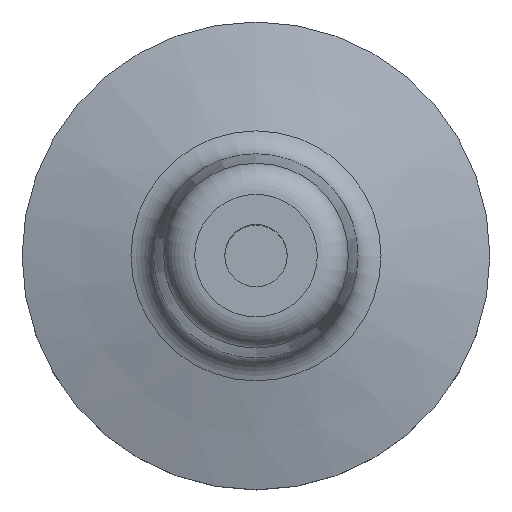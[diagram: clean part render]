
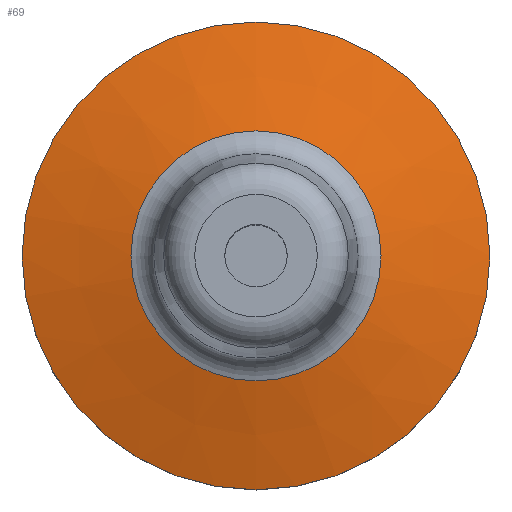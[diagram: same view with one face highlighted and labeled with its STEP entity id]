
A CAD part, top view. The second image highlights one B-rep face of the part: STEP entity #69.
In plain terms, the highlighted conical face has half-angle 75 degrees and reference radius 6.675 mm.
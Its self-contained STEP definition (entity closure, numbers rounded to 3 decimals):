
#44=CONICAL_SURFACE('',#237,6.675,75.);
#69=ADVANCED_FACE('',(#100,#101),#44,.T.);
#100=FACE_BOUND('',#129,.T.);
#101=FACE_BOUND('',#130,.T.);
#129=EDGE_LOOP('',(#159));
#130=EDGE_LOOP('',(#160));
#159=ORIENTED_EDGE('',*,*,#192,.T.);
#160=ORIENTED_EDGE('',*,*,#187,.F.);
#172=VERTEX_POINT('',#331);
#177=VERTEX_POINT('',#345);
#187=EDGE_CURVE('',#172,#172,#202,.T.);
#192=EDGE_CURVE('',#177,#177,#207,.T.);
#202=CIRCLE('',#226,15.);
#207=CIRCLE('',#235,8.017);
#226=AXIS2_PLACEMENT_3D('',#330,#275,#276);
#235=AXIS2_PLACEMENT_3D('',#344,#293,#294);
#237=AXIS2_PLACEMENT_3D('',#347,#297,#298);
#275=DIRECTION('',(0.,0.,-1.));
#276=DIRECTION('',(0.,1.,0.));
#293=DIRECTION('',(0.,0.,-1.));
#294=DIRECTION('',(0.,1.,0.));
#297=DIRECTION('',(0.,0.,-1.));
#298=DIRECTION('',(0.,1.,0.));
#330=CARTESIAN_POINT('',(0.,0.,4.999));
#331=CARTESIAN_POINT('',(0.,15.,4.999));
#344=CARTESIAN_POINT('',(0.,0.,6.87));
#345=CARTESIAN_POINT('',(0.,8.017,6.87));
#347=CARTESIAN_POINT('',(0.,0.,7.23));
